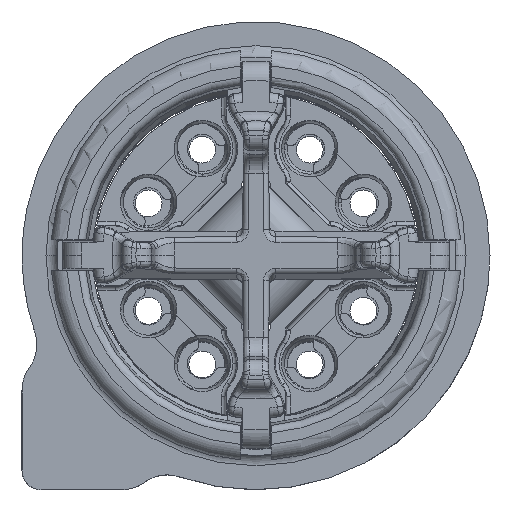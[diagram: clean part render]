
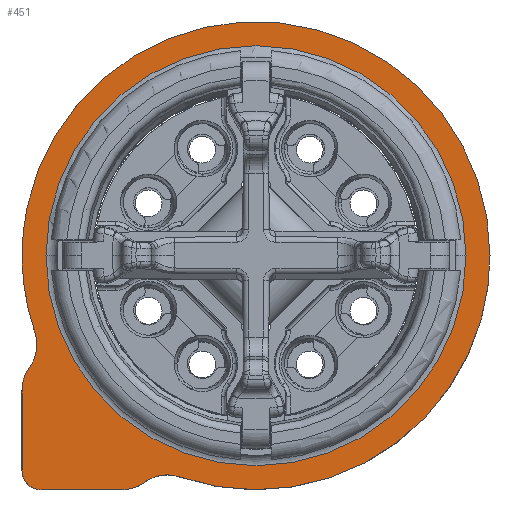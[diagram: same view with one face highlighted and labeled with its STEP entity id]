
A CAD part, top view. The second image highlights one B-rep face of the part: STEP entity #451.
In plain terms, the highlighted planar face has unit normal (0, 0, 1).
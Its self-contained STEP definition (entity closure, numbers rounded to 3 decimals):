
#131=AXIS2_PLACEMENT_3D('Circle Axis2P3D',#129,#130,$) ;
#214=AXIS2_PLACEMENT_3D('Circle Axis2P3D',#212,#213,$) ;
#295=AXIS2_PLACEMENT_3D('Plane Axis2P3D',#292,#293,#294) ;
#361=AXIS2_PLACEMENT_3D('Circle Axis2P3D',#359,#360,$) ;
#368=AXIS2_PLACEMENT_3D('Circle Axis2P3D',#366,#367,$) ;
#431=AXIS2_PLACEMENT_3D('Circle Axis2P3D',#429,#430,$) ;
#126=CARTESIAN_POINT('Vertex',(0.625,6.1,22.85)) ;
#129=CARTESIAN_POINT('Axis2P3D Location',(6.1,6.1,22.85)) ;
#133=CARTESIAN_POINT('Vertex',(11.575,6.1,22.85)) ;
#212=CARTESIAN_POINT('Axis2P3D Location',(6.1,6.1,22.85)) ;
#292=CARTESIAN_POINT('Axis2P3D Location',(6.1,0.,22.85)) ;
#298=CARTESIAN_POINT('Control Point',(4.11,0.334,22.85)) ;
#299=CARTESIAN_POINT('Control Point',(4.682,0.136,22.85)) ;
#300=CARTESIAN_POINT('Control Point',(5.279,0.01,22.85)) ;
#301=CARTESIAN_POINT('Control Point',(5.888,-0.042,22.85)) ;
#302=CARTESIAN_POINT('Control Point',(7.106,0.007,22.85)) ;
#303=CARTESIAN_POINT('Control Point',(8.275,0.353,22.85)) ;
#304=CARTESIAN_POINT('Control Point',(8.836,0.597,22.85)) ;
#305=CARTESIAN_POINT('Control Point',(9.884,1.22,22.85)) ;
#306=CARTESIAN_POINT('Control Point',(10.748,2.08,22.85)) ;
#307=CARTESIAN_POINT('Control Point',(11.124,2.562,22.85)) ;
#308=CARTESIAN_POINT('Control Point',(11.699,3.523,22.85)) ;
#309=CARTESIAN_POINT('Control Point',(12.042,4.587,22.85)) ;
#310=CARTESIAN_POINT('Control Point',(12.147,5.086,22.85)) ;
#311=CARTESIAN_POINT('Control Point',(12.2,5.593,22.85)) ;
#312=CARTESIAN_POINT('Control Point',(12.2,6.1,22.85)) ;
#313=CARTESIAN_POINT('Vertex',(4.11,0.334,22.85)) ;
#315=CARTESIAN_POINT('Vertex',(12.2,6.1,22.85)) ;
#319=CARTESIAN_POINT('Control Point',(12.2,6.1,22.85)) ;
#320=CARTESIAN_POINT('Control Point',(12.2,6.198,22.85)) ;
#321=CARTESIAN_POINT('Control Point',(12.198,6.296,22.85)) ;
#322=CARTESIAN_POINT('Control Point',(12.194,6.395,22.85)) ;
#323=CARTESIAN_POINT('Control Point',(12.152,7.097,22.85)) ;
#324=CARTESIAN_POINT('Control Point',(12.008,7.79,22.85)) ;
#325=CARTESIAN_POINT('Control Point',(11.811,8.369,22.85)) ;
#326=CARTESIAN_POINT('Control Point',(11.277,9.465,22.85)) ;
#327=CARTESIAN_POINT('Control Point',(10.492,10.398,22.85)) ;
#328=CARTESIAN_POINT('Control Point',(10.043,10.813,22.85)) ;
#329=CARTESIAN_POINT('Control Point',(9.052,11.523,22.85)) ;
#330=CARTESIAN_POINT('Control Point',(7.918,11.97,22.85)) ;
#331=CARTESIAN_POINT('Control Point',(7.326,12.122,22.85)) ;
#332=CARTESIAN_POINT('Control Point',(6.116,12.275,22.85)) ;
#333=CARTESIAN_POINT('Control Point',(4.906,12.128,22.85)) ;
#334=CARTESIAN_POINT('Control Point',(4.313,11.98,22.85)) ;
#335=CARTESIAN_POINT('Control Point',(3.176,11.539,22.85)) ;
#336=CARTESIAN_POINT('Control Point',(2.182,10.834,22.85)) ;
#337=CARTESIAN_POINT('Control Point',(1.731,10.421,22.85)) ;
#338=CARTESIAN_POINT('Control Point',(0.941,9.493,22.85)) ;
#339=CARTESIAN_POINT('Control Point',(0.401,8.399,22.85)) ;
#340=CARTESIAN_POINT('Control Point',(0.201,7.822,22.85)) ;
#341=CARTESIAN_POINT('Control Point',(0.052,7.122,22.85)) ;
#342=CARTESIAN_POINT('Control Point',(0.007,6.414,22.85)) ;
#343=CARTESIAN_POINT('Control Point',(0.002,6.309,22.85)) ;
#344=CARTESIAN_POINT('Control Point',(0.,6.205,22.85)) ;
#345=CARTESIAN_POINT('Control Point',(0.,6.1,22.85)) ;
#346=CARTESIAN_POINT('Vertex',(0.,6.1,22.85)) ;
#350=CARTESIAN_POINT('Control Point',(0.,6.1,22.85)) ;
#351=CARTESIAN_POINT('Control Point',(0.,5.695,22.85)) ;
#352=CARTESIAN_POINT('Control Point',(0.034,5.289,22.85)) ;
#353=CARTESIAN_POINT('Control Point',(0.101,4.888,22.85)) ;
#354=CARTESIAN_POINT('Control Point',(0.201,4.494,22.85)) ;
#355=CARTESIAN_POINT('Control Point',(0.334,4.11,22.85)) ;
#356=CARTESIAN_POINT('Vertex',(0.334,4.11,22.85)) ;
#359=CARTESIAN_POINT('Axis2P3D Location',(-0.612,3.784,22.85)) ;
#363=CARTESIAN_POINT('Vertex',(0.388,3.784,22.85)) ;
#366=CARTESIAN_POINT('Axis2P3D Location',(-0.612,3.784,22.85)) ;
#370=CARTESIAN_POINT('Vertex',(0.194,3.192,22.85)) ;
#374=CARTESIAN_POINT('Control Point',(0.194,3.192,22.85)) ;
#375=CARTESIAN_POINT('Control Point',(0.134,3.11,22.85)) ;
#376=CARTESIAN_POINT('Control Point',(0.084,3.021,22.85)) ;
#377=CARTESIAN_POINT('Control Point',(0.046,2.926,22.85)) ;
#378=CARTESIAN_POINT('Control Point',(0.014,2.802,22.85)) ;
#379=CARTESIAN_POINT('Control Point',(0.002,2.676,22.85)) ;
#380=CARTESIAN_POINT('Control Point',(0.001,2.651,22.85)) ;
#381=CARTESIAN_POINT('Control Point',(0.,2.625,22.85)) ;
#382=CARTESIAN_POINT('Control Point',(0.,2.6,22.85)) ;
#383=CARTESIAN_POINT('Vertex',(0.,2.6,22.85)) ;
#386=CARTESIAN_POINT('Line Origine',(0.,1.55,22.85)) ;
#390=CARTESIAN_POINT('Vertex',(0.,0.5,22.85)) ;
#394=CARTESIAN_POINT('Control Point',(0.,0.5,22.85)) ;
#395=CARTESIAN_POINT('Control Point',(0.,0.437,22.85)) ;
#396=CARTESIAN_POINT('Control Point',(0.01,0.374,22.85)) ;
#397=CARTESIAN_POINT('Control Point',(0.03,0.314,22.85)) ;
#398=CARTESIAN_POINT('Control Point',(0.088,0.2,22.85)) ;
#399=CARTESIAN_POINT('Control Point',(0.177,0.11,22.85)) ;
#400=CARTESIAN_POINT('Control Point',(0.229,0.073,22.85)) ;
#401=CARTESIAN_POINT('Control Point',(0.314,0.03,22.85)) ;
#402=CARTESIAN_POINT('Control Point',(0.406,0.007,22.85)) ;
#403=CARTESIAN_POINT('Control Point',(0.437,0.002,22.85)) ;
#404=CARTESIAN_POINT('Control Point',(0.469,0.,22.85)) ;
#405=CARTESIAN_POINT('Control Point',(0.5,0.,22.85)) ;
#406=CARTESIAN_POINT('Vertex',(0.5,0.,22.85)) ;
#409=CARTESIAN_POINT('Line Origine',(1.55,0.,22.85)) ;
#413=CARTESIAN_POINT('Vertex',(2.6,0.,22.85)) ;
#417=CARTESIAN_POINT('Control Point',(2.6,0.,22.85)) ;
#418=CARTESIAN_POINT('Control Point',(2.701,0.,22.85)) ;
#419=CARTESIAN_POINT('Control Point',(2.803,0.013,22.85)) ;
#420=CARTESIAN_POINT('Control Point',(2.902,0.039,22.85)) ;
#421=CARTESIAN_POINT('Control Point',(3.021,0.086,22.85)) ;
#422=CARTESIAN_POINT('Control Point',(3.129,0.151,22.85)) ;
#423=CARTESIAN_POINT('Control Point',(3.151,0.165,22.85)) ;
#424=CARTESIAN_POINT('Control Point',(3.172,0.179,22.85)) ;
#425=CARTESIAN_POINT('Control Point',(3.192,0.194,22.85)) ;
#426=CARTESIAN_POINT('Vertex',(3.192,0.194,22.85)) ;
#429=CARTESIAN_POINT('Axis2P3D Location',(3.784,-0.612,22.85)) ;
#130=DIRECTION('Axis2P3D Direction',(0.,-0.,-1.)) ;
#213=DIRECTION('Axis2P3D Direction',(0.,-0.,-1.)) ;
#293=DIRECTION('Axis2P3D Direction',(0.,-0.,-1.)) ;
#294=DIRECTION('Axis2P3D XDirection',(1.,0.,0.)) ;
#360=DIRECTION('Axis2P3D Direction',(0.,-0.,-1.)) ;
#367=DIRECTION('Axis2P3D Direction',(0.,-0.,-1.)) ;
#387=DIRECTION('Vector Direction',(0.,-1.,0.)) ;
#410=DIRECTION('Vector Direction',(1.,0.,0.)) ;
#430=DIRECTION('Axis2P3D Direction',(0.,-0.,-1.)) ;
#388=VECTOR('Line Direction',#387,1.) ;
#411=VECTOR('Line Direction',#410,1.) ;
#435=ORIENTED_EDGE('',*,*,#317,.T.) ;
#436=ORIENTED_EDGE('',*,*,#348,.T.) ;
#437=ORIENTED_EDGE('',*,*,#358,.T.) ;
#438=ORIENTED_EDGE('',*,*,#365,.T.) ;
#439=ORIENTED_EDGE('',*,*,#372,.T.) ;
#440=ORIENTED_EDGE('',*,*,#385,.T.) ;
#441=ORIENTED_EDGE('',*,*,#392,.T.) ;
#442=ORIENTED_EDGE('',*,*,#408,.T.) ;
#443=ORIENTED_EDGE('',*,*,#415,.T.) ;
#444=ORIENTED_EDGE('',*,*,#428,.T.) ;
#445=ORIENTED_EDGE('',*,*,#433,.T.) ;
#448=ORIENTED_EDGE('',*,*,#135,.T.) ;
#449=ORIENTED_EDGE('',*,*,#216,.T.) ;
#450=FACE_BOUND('',#447,.T.) ;
#451=ADVANCED_FACE('Hauptk\X2\00F6\X0\rper',(#446,#450),#296,.F.) ;
#297=B_SPLINE_CURVE_WITH_KNOTS('',5,(#298,#299,#300,#301,#302,#303,#304,#305,#306,#307,#308,#309,#310,#311,#312),.UNSPECIFIED.,.F.,.U.,(6,3,3,3,6),(0.,4.278,8.556,12.833,16.417),.UNSPECIFIED.) ;
#318=B_SPLINE_CURVE_WITH_KNOTS('',5,(#319,#320,#321,#322,#323,#324,#325,#326,#327,#328,#329,#330,#331,#332,#333,#334,#335,#336,#337,#338,#339,#340,#341,#342,#343,#344,#345),.UNSPECIFIED.,.F.,.U.,(6,3,3,3,3,3,3,3,6),(16.417,17.111,21.389,25.667,29.945,34.222,38.5,42.778,43.518),.UNSPECIFIED.) ;
#349=B_SPLINE_CURVE_WITH_KNOTS('',5,(#350,#351,#352,#353,#354,#355),.UNSPECIFIED.,.F.,.U.,(6,6),(43.518,46.384),.UNSPECIFIED.) ;
#373=B_SPLINE_CURVE_WITH_KNOTS('',5,(#374,#375,#376,#377,#378,#379,#380,#381,#382),.UNSPECIFIED.,.F.,.U.,(6,3,6),(0.,0.717,0.896),.UNSPECIFIED.) ;
#393=B_SPLINE_CURVE_WITH_KNOTS('',5,(#394,#395,#396,#397,#398,#399,#400,#401,#402,#403,#404,#405),.UNSPECIFIED.,.F.,.U.,(6,3,3,6),(0.,0.444,0.889,1.11),.UNSPECIFIED.) ;
#416=B_SPLINE_CURVE_WITH_KNOTS('',5,(#417,#418,#419,#420,#421,#422,#423,#424,#425),.UNSPECIFIED.,.F.,.U.,(6,3,6),(0.,0.717,0.896),.UNSPECIFIED.) ;
#132=CIRCLE('generated circle',#131,5.475) ;
#215=CIRCLE('generated circle',#214,5.475) ;
#362=CIRCLE('generated circle',#361,1.) ;
#369=CIRCLE('generated circle',#368,1.) ;
#432=CIRCLE('generated circle',#431,1.) ;
#135=EDGE_CURVE('',#134,#127,#132,.T.) ;
#216=EDGE_CURVE('',#127,#134,#215,.T.) ;
#317=EDGE_CURVE('',#314,#316,#297,.T.) ;
#348=EDGE_CURVE('',#316,#347,#318,.T.) ;
#358=EDGE_CURVE('',#347,#357,#349,.T.) ;
#365=EDGE_CURVE('',#357,#364,#362,.T.) ;
#372=EDGE_CURVE('',#364,#371,#369,.T.) ;
#385=EDGE_CURVE('',#371,#384,#373,.T.) ;
#392=EDGE_CURVE('',#384,#391,#389,.T.) ;
#408=EDGE_CURVE('',#391,#407,#393,.T.) ;
#415=EDGE_CURVE('',#407,#414,#412,.T.) ;
#428=EDGE_CURVE('',#414,#427,#416,.T.) ;
#433=EDGE_CURVE('',#427,#314,#432,.T.) ;
#434=EDGE_LOOP('',(#435,#436,#437,#438,#439,#440,#441,#442,#443,#444,#445)) ;
#447=EDGE_LOOP('',(#448,#449)) ;
#446=FACE_OUTER_BOUND('',#434,.T.) ;
#389=LINE('Line',#386,#388) ;
#412=LINE('Line',#409,#411) ;
#296=PLANE('',#295) ;
#127=VERTEX_POINT('',#126) ;
#134=VERTEX_POINT('',#133) ;
#314=VERTEX_POINT('',#313) ;
#316=VERTEX_POINT('',#315) ;
#347=VERTEX_POINT('',#346) ;
#357=VERTEX_POINT('',#356) ;
#364=VERTEX_POINT('',#363) ;
#371=VERTEX_POINT('',#370) ;
#384=VERTEX_POINT('',#383) ;
#391=VERTEX_POINT('',#390) ;
#407=VERTEX_POINT('',#406) ;
#414=VERTEX_POINT('',#413) ;
#427=VERTEX_POINT('',#426) ;
